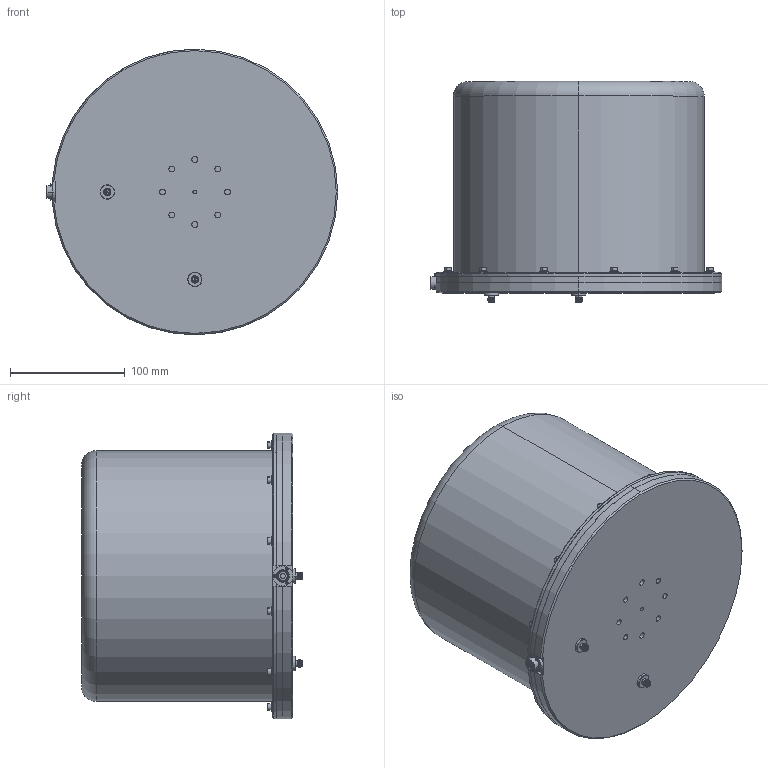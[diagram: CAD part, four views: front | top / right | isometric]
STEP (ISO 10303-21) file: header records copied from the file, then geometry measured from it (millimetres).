
FILE_DESCRIPTION (( 'STEP AP203' ), '1' );
FILE_NAME ('AV-C08-QR-WR.STEP', '2022-12-16T22:16:40', ( '' ), ( '' ), 'SwSTEP 2.0', 'SolidWorks 2021', '' );
FILE_SCHEMA (( 'CONFIG_CONTROL_DESIGN' ));
Length unit declared in the file: inch
Products named in the file (1): AV-C08-QR-WR
Bounding box: 253.8 x 192.46 x 248.92 mm (x, y, z)
Volume: 1103841.6 mm3; surface area: 454031.9 mm2
Topology: 31 solids, 31 shells, 744 faces, 1563 edges, 925 vertices
Faces by surface type: cylinder 273, cone 235, plane 220, torus 10, bspline 6
Entity records: 22720 total; most frequent: CARTESIAN_POINT 6590, DIRECTION 3585, ORIENTED_EDGE 3066, EDGE_CURVE 1533, AXIS2_PLACEMENT_3D 1484, VERTEX_POINT 925, EDGE_LOOP 898, CIRCLE 745
